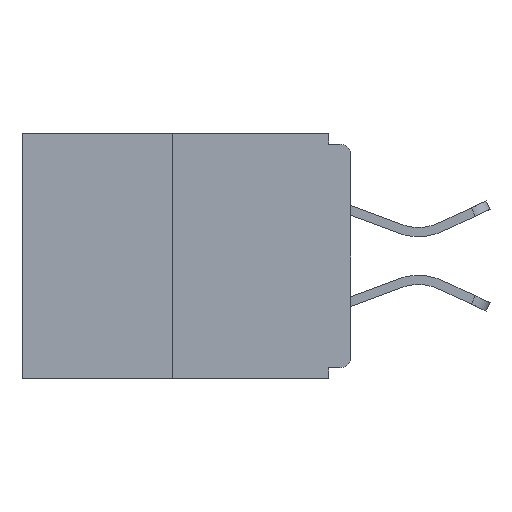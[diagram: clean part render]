
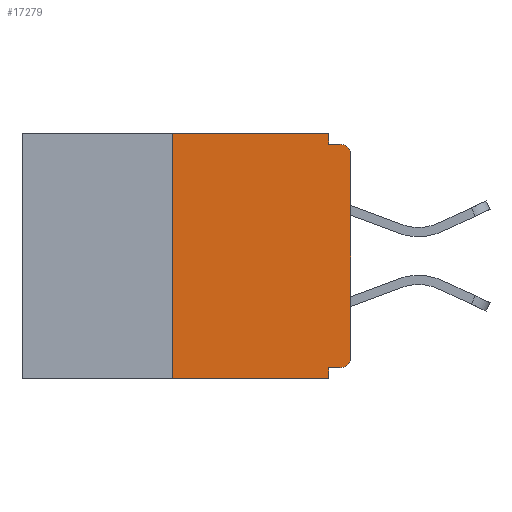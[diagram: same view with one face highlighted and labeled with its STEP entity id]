
A CAD part, left-side view. The second image highlights one B-rep face of the part: STEP entity #17279.
In plain terms, the highlighted planar face has unit normal (-1, 0, 0).
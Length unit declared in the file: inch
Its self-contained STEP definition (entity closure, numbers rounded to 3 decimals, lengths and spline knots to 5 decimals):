
#460 = CARTESIAN_POINT ( 'NONE',  ( 0., 0.031, -0.343 ) ) ;
#625 = ORIENTED_EDGE ( 'NONE', *, *, #3631, .F. ) ;
#1050 = VERTEX_POINT ( 'NONE', #9154 ) ;
#1161 = PLANE ( 'NONE',  #22914 ) ;
#1824 = DIRECTION ( 'NONE',  ( 0., 0., -1. ) ) ;
#1864 = ORIENTED_EDGE ( 'NONE', *, *, #15230, .F. ) ;
#2022 = VECTOR ( 'NONE', #22995, 39.37008 ) ;
#2232 = VERTEX_POINT ( 'NONE', #13822 ) ;
#2420 = EDGE_CURVE ( 'NONE', #27803, #8097, #14403, .T. ) ;
#3547 = ORIENTED_EDGE ( 'NONE', *, *, #18645, .T. ) ;
#3631 = EDGE_CURVE ( 'NONE', #4513, #1050, #5042, .T. ) ;
#3692 = VERTEX_POINT ( 'NONE', #11745 ) ;
#3981 = EDGE_CURVE ( 'NONE', #3692, #2232, #4155, .T. ) ;
#4136 = VECTOR ( 'NONE', #1824, 39.37008 ) ;
#4155 = LINE ( 'NONE', #23865, #9477 ) ;
#4253 = CARTESIAN_POINT ( 'NONE',  ( 0., 0., 0. ) ) ;
#4513 = VERTEX_POINT ( 'NONE', #18265 ) ;
#4942 = CARTESIAN_POINT ( 'NONE',  ( 0., 0.031, -0.343 ) ) ;
#5042 = LINE ( 'NONE', #11452, #2022 ) ;
#6087 = EDGE_CURVE ( 'NONE', #2232, #27803, #15227, .T. ) ;
#6844 = VECTOR ( 'NONE', #10954, 39.37008 ) ;
#7589 = DIRECTION ( 'NONE',  ( 0., 0., -1. ) ) ;
#7618 = EDGE_CURVE ( 'NONE', #4513, #21127, #23233, .T. ) ;
#7860 = CARTESIAN_POINT ( 'NONE',  ( 0., 0.015, -0.015 ) ) ;
#8097 = VERTEX_POINT ( 'NONE', #7860 ) ;
#8425 = VECTOR ( 'NONE', #24746, 39.37008 ) ;
#9154 = CARTESIAN_POINT ( 'NONE',  ( 0., 0.031, -0.328 ) ) ;
#9219 = ORIENTED_EDGE ( 'NONE', *, *, #21629, .F. ) ;
#9446 = ORIENTED_EDGE ( 'NONE', *, *, #3981, .F. ) ;
#9477 = VECTOR ( 'NONE', #17290, 39.37008 ) ;
#9797 = CARTESIAN_POINT ( 'NONE',  ( 0., 0., -0.313 ) ) ;
#10369 = CARTESIAN_POINT ( 'NONE',  ( 0., 0., -0.03 ) ) ;
#10918 = EDGE_LOOP ( 'NONE', ( #9446, #1864, #3547, #9219, #625, #17847, #16168, #24650, #21393, #11527 ) ) ;
#10954 = DIRECTION ( 'NONE',  ( 0., 0., 1. ) ) ;
#11263 = AXIS2_PLACEMENT_3D ( 'NONE', #11489, #26700, #26553 ) ;
#11452 = CARTESIAN_POINT ( 'NONE',  ( 0., 0., -0.328 ) ) ;
#11489 = CARTESIAN_POINT ( 'NONE',  ( 0., 0.015, -0.03 ) ) ;
#11527 = ORIENTED_EDGE ( 'NONE', *, *, #6087, .F. ) ;
#11719 = DIRECTION ( 'NONE',  ( 0., 0., -1. ) ) ;
#11745 = CARTESIAN_POINT ( 'NONE',  ( 0., 0.25, 0. ) ) ;
#12073 = CARTESIAN_POINT ( 'NONE',  ( 0., 0., -0.015 ) ) ;
#13179 = CARTESIAN_POINT ( 'NONE',  ( 0., 0.031, -0.015 ) ) ;
#13822 = CARTESIAN_POINT ( 'NONE',  ( 0., 0.031, 0. ) ) ;
#13921 = VERTEX_POINT ( 'NONE', #19151 ) ;
#14403 = LINE ( 'NONE', #12073, #18901 ) ;
#14712 = CARTESIAN_POINT ( 'NONE',  ( 0., 0.46, 0. ) ) ;
#14766 = VECTOR ( 'NONE', #20735, 39.37008 ) ;
#15227 = LINE ( 'NONE', #26336, #4136 ) ;
#15230 = EDGE_CURVE ( 'NONE', #13921, #3692, #28699, .T. ) ;
#15333 = LINE ( 'NONE', #4253, #6844 ) ;
#16056 = LINE ( 'NONE', #460, #14766 ) ;
#16074 = EDGE_CURVE ( 'NONE', #18687, #8097, #18733, .T. ) ;
#16168 = ORIENTED_EDGE ( 'NONE', *, *, #21550, .T. ) ;
#16239 = LINE ( 'NONE', #25580, #19385 ) ;
#16531 = DIRECTION ( 'NONE',  ( 0., -1., 0. ) ) ;
#17279 = ADVANCED_FACE ( 'NONE', ( #21159 ), #1161, .F. ) ;
#17290 = DIRECTION ( 'NONE',  ( 0., -1., 0. ) ) ;
#17630 = AXIS2_PLACEMENT_3D ( 'NONE', #19144, #28045, #11719 ) ;
#17847 = ORIENTED_EDGE ( 'NONE', *, *, #7618, .T. ) ;
#18265 = CARTESIAN_POINT ( 'NONE',  ( 0., 0.015, -0.328 ) ) ;
#18645 = EDGE_CURVE ( 'NONE', #13921, #23420, #16239, .T. ) ;
#18687 = VERTEX_POINT ( 'NONE', #10369 ) ;
#18733 = CIRCLE ( 'NONE', #11263, 0.015 ) ;
#18901 = VECTOR ( 'NONE', #21000, 39.37008 ) ;
#19144 = CARTESIAN_POINT ( 'NONE',  ( 0., 0.015, -0.313 ) ) ;
#19151 = CARTESIAN_POINT ( 'NONE',  ( 0., 0.25, -0.343 ) ) ;
#19385 = VECTOR ( 'NONE', #16531, 39.37008 ) ;
#20735 = DIRECTION ( 'NONE',  ( 0., 0., -1. ) ) ;
#21000 = DIRECTION ( 'NONE',  ( 0., -1., 0. ) ) ;
#21127 = VERTEX_POINT ( 'NONE', #9797 ) ;
#21159 = FACE_OUTER_BOUND ( 'NONE', #10918, .T. ) ;
#21393 = ORIENTED_EDGE ( 'NONE', *, *, #2420, .F. ) ;
#21550 = EDGE_CURVE ( 'NONE', #21127, #18687, #15333, .T. ) ;
#21629 = EDGE_CURVE ( 'NONE', #1050, #23420, #16056, .T. ) ;
#21992 = CARTESIAN_POINT ( 'NONE',  ( 0., 0.25, 0. ) ) ;
#22914 = AXIS2_PLACEMENT_3D ( 'NONE', #14712, #23484, #7589 ) ;
#22995 = DIRECTION ( 'NONE',  ( 0., 1., 0. ) ) ;
#23233 = CIRCLE ( 'NONE', #17630, 0.015 ) ;
#23420 = VERTEX_POINT ( 'NONE', #4942 ) ;
#23484 = DIRECTION ( 'NONE',  ( 1., 0., 0. ) ) ;
#23865 = CARTESIAN_POINT ( 'NONE',  ( 0., 0.46, 0. ) ) ;
#24650 = ORIENTED_EDGE ( 'NONE', *, *, #16074, .T. ) ;
#24746 = DIRECTION ( 'NONE',  ( 0., 0., 1. ) ) ;
#25580 = CARTESIAN_POINT ( 'NONE',  ( 0., 0.46, -0.343 ) ) ;
#26336 = CARTESIAN_POINT ( 'NONE',  ( 0., 0.031, 0. ) ) ;
#26553 = DIRECTION ( 'NONE',  ( 0., 0., -1. ) ) ;
#26700 = DIRECTION ( 'NONE',  ( -1., 0., 0. ) ) ;
#27803 = VERTEX_POINT ( 'NONE', #13179 ) ;
#28045 = DIRECTION ( 'NONE',  ( -1., 0., 0. ) ) ;
#28699 = LINE ( 'NONE', #21992, #8425 ) ;
